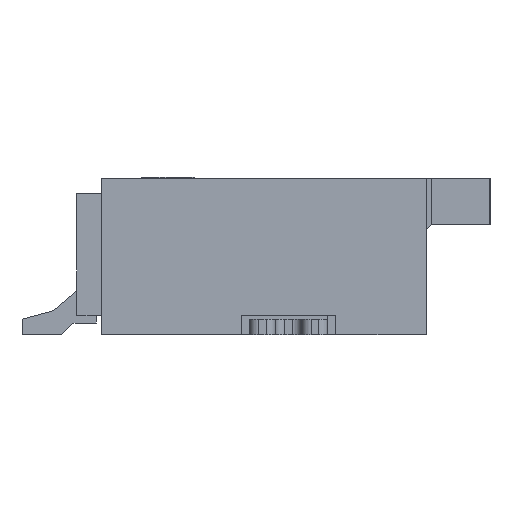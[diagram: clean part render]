
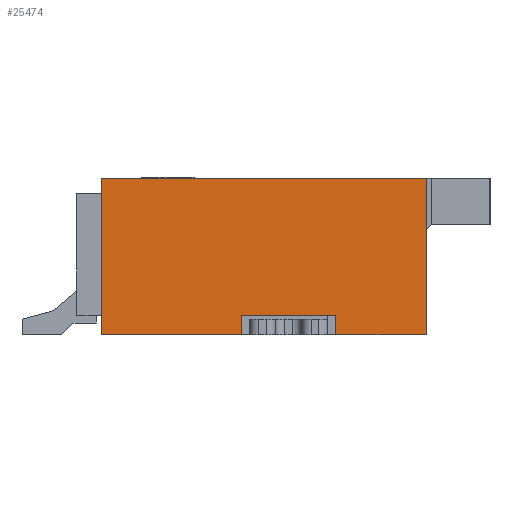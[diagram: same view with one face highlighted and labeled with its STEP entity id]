
A CAD part, left-side view. The second image highlights one B-rep face of the part: STEP entity #25474.
In plain terms, the highlighted planar face has unit normal (-1, 0, 0).
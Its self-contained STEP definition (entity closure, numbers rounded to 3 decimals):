
#147 = VECTOR ( 'NONE', #41143, 1000. ) ;
#1401 = CARTESIAN_POINT ( 'NONE',  ( -7.95, 0., -1.75 ) ) ;
#2160 = ORIENTED_EDGE ( 'NONE', *, *, #19194, .T. ) ;
#3628 = LINE ( 'NONE', #7608, #147 ) ;
#3701 = CARTESIAN_POINT ( 'NONE',  ( -7.95, -2.175, -2. ) ) ;
#5156 = LINE ( 'NONE', #1401, #19951 ) ;
#5715 = ORIENTED_EDGE ( 'NONE', *, *, #34710, .F. ) ;
#7263 = VECTOR ( 'NONE', #47270, 1000. ) ;
#7608 = CARTESIAN_POINT ( 'NONE',  ( -7.95, 1.975, -2. ) ) ;
#7718 = CARTESIAN_POINT ( 'NONE',  ( -7.95, 1.975, -2. ) ) ;
#8561 = ORIENTED_EDGE ( 'NONE', *, *, #38307, .T. ) ;
#8674 = DIRECTION ( 'NONE',  ( 0., -1., 0. ) ) ;
#8829 = ORIENTED_EDGE ( 'NONE', *, *, #22302, .F. ) ;
#8873 = VERTEX_POINT ( 'NONE', #22601 ) ;
#13137 = VERTEX_POINT ( 'NONE', #15735 ) ;
#13617 = EDGE_LOOP ( 'NONE', ( #2160, #33112, #32941, #8829, #5715, #19582, #48149, #8561 ) ) ;
#15735 = CARTESIAN_POINT ( 'NONE',  ( -7.95, 1.975, -2. ) ) ;
#17347 = CARTESIAN_POINT ( 'NONE',  ( -7.95, -2.175, -2. ) ) ;
#18813 = LINE ( 'NONE', #34066, #19973 ) ;
#18956 = EDGE_CURVE ( 'NONE', #27030, #13137, #18813, .T. ) ;
#19194 = EDGE_CURVE ( 'NONE', #27115, #46392, #22505, .T. ) ;
#19416 = DIRECTION ( 'NONE',  ( 1., 0., 0. ) ) ;
#19437 = DIRECTION ( 'NONE',  ( 0., 0., -1. ) ) ;
#19582 = ORIENTED_EDGE ( 'NONE', *, *, #18956, .F. ) ;
#19951 = VECTOR ( 'NONE', #8674, 1000. ) ;
#19973 = VECTOR ( 'NONE', #35997, 1000. ) ;
#20421 = EDGE_CURVE ( 'NONE', #8873, #46995, #37682, .T. ) ;
#22302 = EDGE_CURVE ( 'NONE', #40582, #8873, #22931, .T. ) ;
#22505 = LINE ( 'NONE', #23004, #45598 ) ;
#22601 = CARTESIAN_POINT ( 'NONE',  ( -7.95, -2.175, 0. ) ) ;
#22633 = EDGE_CURVE ( 'NONE', #29453, #27030, #29312, .T. ) ;
#22931 = LINE ( 'NONE', #27459, #26556 ) ;
#22997 = DIRECTION ( 'NONE',  ( 0., 1., 0. ) ) ;
#23004 = CARTESIAN_POINT ( 'NONE',  ( -7.95, -1.015, -1.75 ) ) ;
#23180 = CARTESIAN_POINT ( 'NONE',  ( -7.95, 0., 0. ) ) ;
#24172 = FACE_OUTER_BOUND ( 'NONE', #13617, .T. ) ;
#24439 = AXIS2_PLACEMENT_3D ( 'NONE', #23180, #19416, #43179 ) ;
#25474 = ADVANCED_FACE ( 'NONE', ( #24172 ), #27946, .F. ) ;
#26556 = VECTOR ( 'NONE', #38162, 1000. ) ;
#26823 = DIRECTION ( 'NONE',  ( 0., 0., -1. ) ) ;
#27030 = VERTEX_POINT ( 'NONE', #30548 ) ;
#27115 = VERTEX_POINT ( 'NONE', #47961 ) ;
#27459 = CARTESIAN_POINT ( 'NONE',  ( -7.95, 1.975, 0. ) ) ;
#27946 = PLANE ( 'NONE',  #24439 ) ;
#29312 = LINE ( 'NONE', #44516, #7263 ) ;
#29453 = VERTEX_POINT ( 'NONE', #41275 ) ;
#30282 = LINE ( 'NONE', #7718, #36007 ) ;
#30548 = CARTESIAN_POINT ( 'NONE',  ( -7.95, 0.185, -2. ) ) ;
#31830 = CARTESIAN_POINT ( 'NONE',  ( -7.95, 1.975, 0. ) ) ;
#32941 = ORIENTED_EDGE ( 'NONE', *, *, #20421, .F. ) ;
#33112 = ORIENTED_EDGE ( 'NONE', *, *, #34274, .F. ) ;
#34066 = CARTESIAN_POINT ( 'NONE',  ( -7.95, 1.975, -2. ) ) ;
#34274 = EDGE_CURVE ( 'NONE', #46995, #46392, #30282, .T. ) ;
#34710 = EDGE_CURVE ( 'NONE', #13137, #40582, #3628, .T. ) ;
#35997 = DIRECTION ( 'NONE',  ( 0., 1., 0. ) ) ;
#36007 = VECTOR ( 'NONE', #22997, 1000. ) ;
#37682 = LINE ( 'NONE', #3701, #47316 ) ;
#38162 = DIRECTION ( 'NONE',  ( 0., -1., 0. ) ) ;
#38307 = EDGE_CURVE ( 'NONE', #29453, #27115, #5156, .T. ) ;
#40582 = VERTEX_POINT ( 'NONE', #31830 ) ;
#41143 = DIRECTION ( 'NONE',  ( 0., 0., 1. ) ) ;
#41275 = CARTESIAN_POINT ( 'NONE',  ( -7.95, 0.185, -1.75 ) ) ;
#43092 = CARTESIAN_POINT ( 'NONE',  ( -7.95, -1.015, -2. ) ) ;
#43179 = DIRECTION ( 'NONE',  ( 0., 0., 1. ) ) ;
#44516 = CARTESIAN_POINT ( 'NONE',  ( -7.95, 0.185, -1.75 ) ) ;
#45598 = VECTOR ( 'NONE', #26823, 1000. ) ;
#46392 = VERTEX_POINT ( 'NONE', #43092 ) ;
#46995 = VERTEX_POINT ( 'NONE', #17347 ) ;
#47270 = DIRECTION ( 'NONE',  ( 0., 0., -1. ) ) ;
#47316 = VECTOR ( 'NONE', #19437, 1000. ) ;
#47961 = CARTESIAN_POINT ( 'NONE',  ( -7.95, -1.015, -1.75 ) ) ;
#48149 = ORIENTED_EDGE ( 'NONE', *, *, #22633, .F. ) ;
